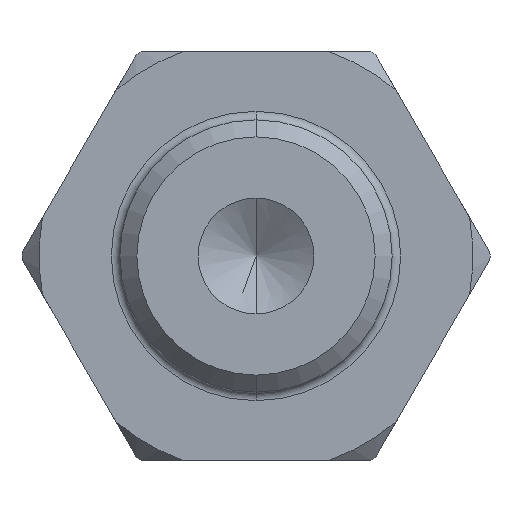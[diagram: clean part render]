
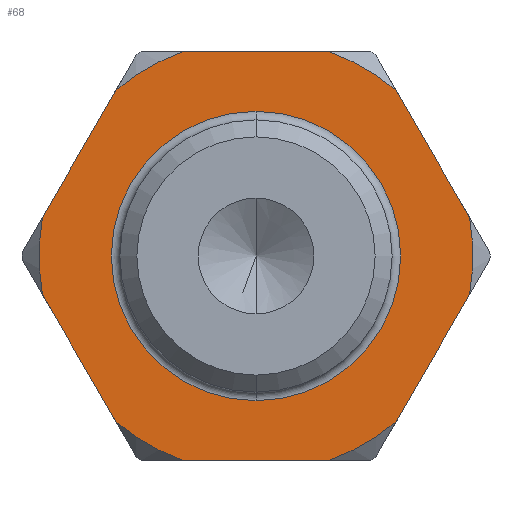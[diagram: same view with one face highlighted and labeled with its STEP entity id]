
A CAD part, front view. The second image highlights one B-rep face of the part: STEP entity #68.
In plain terms, the highlighted planar face has unit normal (0, -1, 0).
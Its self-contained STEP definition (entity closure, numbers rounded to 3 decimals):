
#6 = VERTEX_POINT ( 'NONE', #1127 ) ;
#20 = CIRCLE ( 'NONE', #1285, 8.5 ) ;
#28 = AXIS2_PLACEMENT_3D ( 'NONE', #1147, #416, #1260 ) ;
#35 = DIRECTION ( 'NONE',  ( 0., 1., 0. ) ) ;
#60 = ORIENTED_EDGE ( 'NONE', *, *, #287, .T. ) ;
#68 = ADVANCED_FACE ( 'NONE', ( #521, #1215 ), #628, .F. ) ;
#99 = CIRCLE ( 'NONE', #915, 12.75 ) ;
#128 = CARTESIAN_POINT ( 'NONE',  ( 0., -12., 0. ) ) ;
#149 = EDGE_CURVE ( 'NONE', #689, #446, #809, .T. ) ;
#150 = VERTEX_POINT ( 'NONE', #271 ) ;
#153 = EDGE_CURVE ( 'NONE', #1172, #1561, #769, .T. ) ;
#174 = EDGE_CURVE ( 'NONE', #241, #1064, #1065, .T. ) ;
#192 = VECTOR ( 'NONE', #226, 1000. ) ;
#210 = DIRECTION ( 'NONE',  ( 0., 0., 1. ) ) ;
#220 = ORIENTED_EDGE ( 'NONE', *, *, #728, .T. ) ;
#225 = ORIENTED_EDGE ( 'NONE', *, *, #149, .F. ) ;
#226 = DIRECTION ( 'NONE',  ( -0.5, 0., -0.866 ) ) ;
#228 = CARTESIAN_POINT ( 'NONE',  ( -12.547, -12., 2.269 ) ) ;
#241 = VERTEX_POINT ( 'NONE', #873 ) ;
#246 = DIRECTION ( 'NONE',  ( 0., 0., 1. ) ) ;
#251 = VECTOR ( 'NONE', #1322, 1000. ) ;
#263 = DIRECTION ( 'NONE',  ( 0., -1., 0. ) ) ;
#271 = CARTESIAN_POINT ( 'NONE',  ( -12.547, -12., -2.269 ) ) ;
#280 = AXIS2_PLACEMENT_3D ( 'NONE', #359, #1204, #474 ) ;
#287 = EDGE_CURVE ( 'NONE', #1474, #6, #20, .T. ) ;
#292 = ORIENTED_EDGE ( 'NONE', *, *, #174, .F. ) ;
#309 = CARTESIAN_POINT ( 'NONE',  ( 8.238, -12., -9.731 ) ) ;
#321 = DIRECTION ( 'NONE',  ( 0., 1., 0. ) ) ;
#322 = CARTESIAN_POINT ( 'NONE',  ( 12.547, -12., 2.269 ) ) ;
#359 = CARTESIAN_POINT ( 'NONE',  ( 0., -12., 0. ) ) ;
#370 = VERTEX_POINT ( 'NONE', #834 ) ;
#380 = AXIS2_PLACEMENT_3D ( 'NONE', #128, #966, #246 ) ;
#382 = CARTESIAN_POINT ( 'NONE',  ( -13.83, -12., 0.046 ) ) ;
#402 = DIRECTION ( 'NONE',  ( 0., 0., 1. ) ) ;
#416 = DIRECTION ( 'NONE',  ( 0., -1., 0. ) ) ;
#423 = CIRCLE ( 'NONE', #1374, 12.75 ) ;
#439 = EDGE_LOOP ( 'NONE', ( #889, #60 ) ) ;
#446 = VERTEX_POINT ( 'NONE', #1526 ) ;
#452 = DIRECTION ( 'NONE',  ( 0., -1., 0. ) ) ;
#474 = DIRECTION ( 'NONE',  ( 0., 0., 1. ) ) ;
#480 = CARTESIAN_POINT ( 'NONE',  ( 0., -12., -8.5 ) ) ;
#499 = CARTESIAN_POINT ( 'NONE',  ( -13.75, -12., -12. ) ) ;
#516 = EDGE_CURVE ( 'NONE', #370, #1312, #1468, .T. ) ;
#518 = CARTESIAN_POINT ( 'NONE',  ( -13.75, -12., 12. ) ) ;
#521 = FACE_BOUND ( 'NONE', #439, .T. ) ;
#526 = CARTESIAN_POINT ( 'NONE',  ( 0., -12., 0. ) ) ;
#533 = DIRECTION ( 'NONE',  ( 0., -1., 0. ) ) ;
#538 = EDGE_CURVE ( 'NONE', #689, #664, #1118, .T. ) ;
#574 = VERTEX_POINT ( 'NONE', #815 ) ;
#582 = CIRCLE ( 'NONE', #280, 12.75 ) ;
#608 = CARTESIAN_POINT ( 'NONE',  ( -13.75, -12., 0. ) ) ;
#624 = CIRCLE ( 'NONE', #380, 12.75 ) ;
#628 = PLANE ( 'NONE',  #1198 ) ;
#632 = CARTESIAN_POINT ( 'NONE',  ( 4.308, -12., -12. ) ) ;
#633 = ORIENTED_EDGE ( 'NONE', *, *, #792, .T. ) ;
#634 = AXIS2_PLACEMENT_3D ( 'NONE', #1044, #321, #1162 ) ;
#640 = DIRECTION ( 'NONE',  ( 1., 0., 0. ) ) ;
#664 = VERTEX_POINT ( 'NONE', #818 ) ;
#680 = EDGE_CURVE ( 'NONE', #574, #150, #1485, .T. ) ;
#689 = VERTEX_POINT ( 'NONE', #833 ) ;
#728 = EDGE_CURVE ( 'NONE', #241, #446, #423, .T. ) ;
#731 = CIRCLE ( 'NONE', #28, 12.75 ) ;
#741 = DIRECTION ( 'NONE',  ( 0., 1., 0. ) ) ;
#744 = DIRECTION ( 'NONE',  ( 0.5, 0., -0.866 ) ) ;
#769 = LINE ( 'NONE', #499, #1376 ) ;
#792 = EDGE_CURVE ( 'NONE', #1172, #1312, #624, .T. ) ;
#809 = LINE ( 'NONE', #518, #851 ) ;
#815 = CARTESIAN_POINT ( 'NONE',  ( -8.238, -12., -9.731 ) ) ;
#818 = CARTESIAN_POINT ( 'NONE',  ( -8.238, -12., 9.731 ) ) ;
#833 = CARTESIAN_POINT ( 'NONE',  ( -4.308, -12., 12. ) ) ;
#834 = CARTESIAN_POINT ( 'NONE',  ( 12.547, -12., -2.269 ) ) ;
#851 = VECTOR ( 'NONE', #640, 1000. ) ;
#873 = CARTESIAN_POINT ( 'NONE',  ( 8.238, -12., 9.731 ) ) ;
#889 = ORIENTED_EDGE ( 'NONE', *, *, #1305, .T. ) ;
#908 = VECTOR ( 'NONE', #1227, 1000. ) ;
#915 = AXIS2_PLACEMENT_3D ( 'NONE', #985, #263, #1110 ) ;
#935 = ORIENTED_EDGE ( 'NONE', *, *, #680, .F. ) ;
#953 = CARTESIAN_POINT ( 'NONE',  ( -13.83, -12., -0.046 ) ) ;
#966 = DIRECTION ( 'NONE',  ( 0., -1., 0. ) ) ;
#985 = CARTESIAN_POINT ( 'NONE',  ( 0., -12., 0. ) ) ;
#1020 = EDGE_CURVE ( 'NONE', #574, #1561, #731, .T. ) ;
#1044 = CARTESIAN_POINT ( 'NONE',  ( 0., -12., 0. ) ) ;
#1054 = ORIENTED_EDGE ( 'NONE', *, *, #1426, .T. ) ;
#1064 = VERTEX_POINT ( 'NONE', #322 ) ;
#1065 = LINE ( 'NONE', #1119, #1370 ) ;
#1070 = CARTESIAN_POINT ( 'NONE',  ( 6.955, -12., -11.954 ) ) ;
#1098 = EDGE_CURVE ( 'NONE', #370, #1064, #99, .T. ) ;
#1110 = DIRECTION ( 'NONE',  ( 0., 0., 1. ) ) ;
#1114 = EDGE_CURVE ( 'NONE', #1424, #664, #1550, .T. ) ;
#1118 = CIRCLE ( 'NONE', #1174, 12.75 ) ;
#1119 = CARTESIAN_POINT ( 'NONE',  ( 6.955, -12., 11.954 ) ) ;
#1127 = CARTESIAN_POINT ( 'NONE',  ( 0., -12., 8.5 ) ) ;
#1147 = CARTESIAN_POINT ( 'NONE',  ( 0., -12., 0. ) ) ;
#1151 = ORIENTED_EDGE ( 'NONE', *, *, #1114, .F. ) ;
#1162 = DIRECTION ( 'NONE',  ( 0., 0., 1. ) ) ;
#1171 = ORIENTED_EDGE ( 'NONE', *, *, #516, .F. ) ;
#1172 = VERTEX_POINT ( 'NONE', #632 ) ;
#1174 = AXIS2_PLACEMENT_3D ( 'NONE', #1182, #452, #1301 ) ;
#1182 = CARTESIAN_POINT ( 'NONE',  ( 0., -12., 0. ) ) ;
#1198 = AXIS2_PLACEMENT_3D ( 'NONE', #608, #741, #402 ) ;
#1204 = DIRECTION ( 'NONE',  ( 0., -1., 0. ) ) ;
#1205 = ORIENTED_EDGE ( 'NONE', *, *, #1020, .T. ) ;
#1215 = FACE_OUTER_BOUND ( 'NONE', #1296, .T. ) ;
#1227 = DIRECTION ( 'NONE',  ( 0.5, 0., 0.866 ) ) ;
#1236 = DIRECTION ( 'NONE',  ( -1., 0., 0. ) ) ;
#1260 = DIRECTION ( 'NONE',  ( 0., 0., 1. ) ) ;
#1263 = CARTESIAN_POINT ( 'NONE',  ( 0., -12., 0. ) ) ;
#1285 = AXIS2_PLACEMENT_3D ( 'NONE', #526, #35, #210 ) ;
#1292 = ORIENTED_EDGE ( 'NONE', *, *, #1098, .T. ) ;
#1296 = EDGE_LOOP ( 'NONE', ( #225, #1351, #1151, #1054, #935, #1205, #1549, #633, #1171, #1292, #292, #220 ) ) ;
#1301 = DIRECTION ( 'NONE',  ( 0., 0., 1. ) ) ;
#1305 = EDGE_CURVE ( 'NONE', #6, #1474, #1330, .T. ) ;
#1312 = VERTEX_POINT ( 'NONE', #309 ) ;
#1322 = DIRECTION ( 'NONE',  ( -0.5, 0., 0.866 ) ) ;
#1330 = CIRCLE ( 'NONE', #634, 8.5 ) ;
#1351 = ORIENTED_EDGE ( 'NONE', *, *, #538, .T. ) ;
#1370 = VECTOR ( 'NONE', #744, 1000. ) ;
#1374 = AXIS2_PLACEMENT_3D ( 'NONE', #1263, #533, #1385 ) ;
#1376 = VECTOR ( 'NONE', #1236, 1000. ) ;
#1385 = DIRECTION ( 'NONE',  ( 0., 0., 1. ) ) ;
#1424 = VERTEX_POINT ( 'NONE', #228 ) ;
#1426 = EDGE_CURVE ( 'NONE', #1424, #150, #582, .T. ) ;
#1468 = LINE ( 'NONE', #1070, #192 ) ;
#1474 = VERTEX_POINT ( 'NONE', #480 ) ;
#1485 = LINE ( 'NONE', #953, #251 ) ;
#1508 = CARTESIAN_POINT ( 'NONE',  ( -4.308, -12., -12. ) ) ;
#1526 = CARTESIAN_POINT ( 'NONE',  ( 4.308, -12., 12. ) ) ;
#1549 = ORIENTED_EDGE ( 'NONE', *, *, #153, .F. ) ;
#1550 = LINE ( 'NONE', #382, #908 ) ;
#1561 = VERTEX_POINT ( 'NONE', #1508 ) ;
